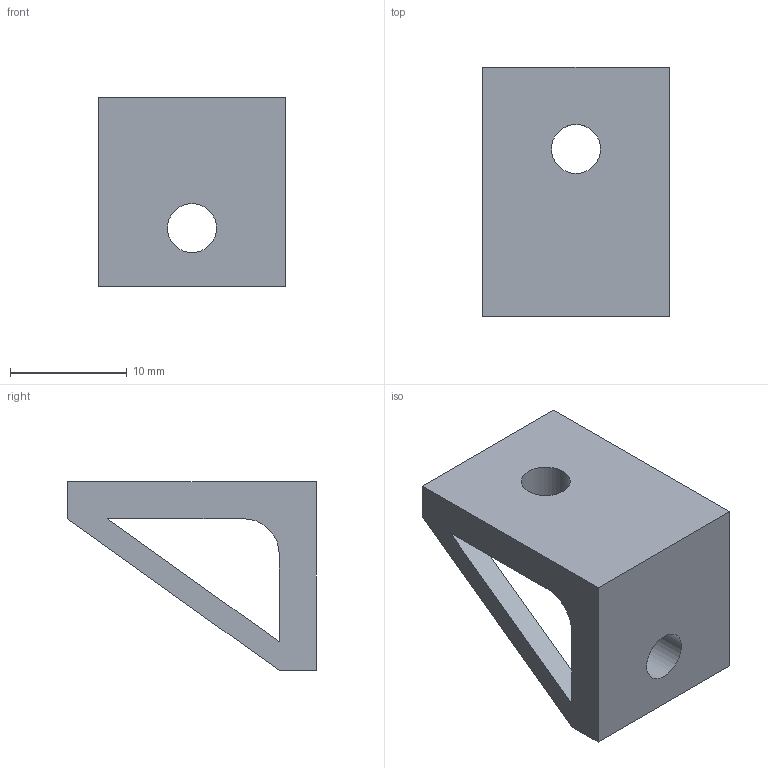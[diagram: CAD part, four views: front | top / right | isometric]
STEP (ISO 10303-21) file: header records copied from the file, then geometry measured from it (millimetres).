
FILE_DESCRIPTION(/* description */ (''),/* implementation_level */ '2;1');
FILE_NAME(/* name */ '',/* time_stamp */ '2026-01-12T07:48:58+03:00',/* author */ ('GameHD'),/* organization */ (''),/* preprocessor_version */ 'ST-DEVELOPER v20.1',/* originating_system */ 'Autodesk Inventor 2026',/* authorisation */ '');
FILE_SCHEMA (('AUTOMOTIVE_DESIGN { 1 0 10303 214 3 1 1 }'));
Length unit declared in the file: millimetre
Products named in the file (1): мертвое колесо 
крепл 25-26_MIR
Bounding box: 16 x 21.35 x 16.2 mm (x, y, z)
Volume: 1862.7 mm3; surface area: 1733.6 mm2
Topology: 1 solids, 1 shells, 17 faces, 47 edges, 30 vertices
Faces by surface type: plane 14, cylinder 3
Full cylindrical faces by diameter (mm): 4.2 x2
Entity records: 594 total; most frequent: CARTESIAN_POINT 95, ORIENTED_EDGE 94, DIRECTION 89, EDGE_CURVE 47, LINE 41, VECTOR 41, VERTEX_POINT 30, AXIS2_PLACEMENT_3D 24
